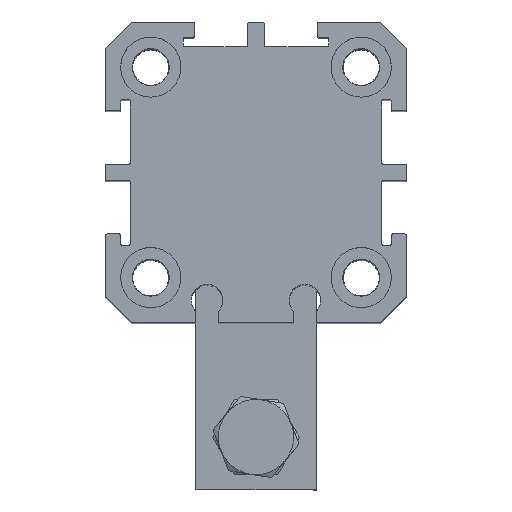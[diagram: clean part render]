
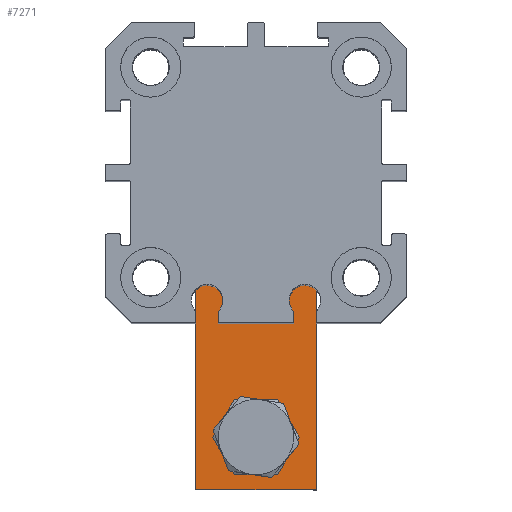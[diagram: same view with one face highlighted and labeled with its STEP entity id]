
A CAD part, top view. The second image highlights one B-rep face of the part: STEP entity #7271.
In plain terms, the highlighted planar face has unit normal (0, 0, 1).
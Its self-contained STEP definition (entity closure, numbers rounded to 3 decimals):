
#6767=CARTESIAN_POINT('',(-212.832,119.593,-37.312));
#6768=VERTEX_POINT('',#6767);
#6777=CARTESIAN_POINT('',(-212.832,124.51,-37.312));
#6778=VERTEX_POINT('',#6777);
#6779=CARTESIAN_POINT('',(-212.832,122.052,-37.312));
#6780=DIRECTION('',(0.0,0.0,-1.0));
#6781=DIRECTION('',(0.0,-1.0,0.0));
#6782=AXIS2_PLACEMENT_3D('',#6779,#6780,#6781);
#6783=CIRCLE('',#6782,2.459);
#6784=EDGE_CURVE('',#6778,#6768,#6783,.T.);
#6830=CARTESIAN_POINT('',(-212.832,152.952,-37.312));
#6831=VERTEX_POINT('',#6830);
#6840=CARTESIAN_POINT('',(-212.832,161.152,-37.312));
#6841=VERTEX_POINT('',#6840);
#6842=CARTESIAN_POINT('',(-212.832,157.052,-37.312));
#6843=DIRECTION('',(0.0,0.0,-1.0));
#6844=DIRECTION('',(0.0,-1.0,0.0));
#6845=AXIS2_PLACEMENT_3D('',#6842,#6843,#6844);
#6846=CIRCLE('',#6845,4.1);
#6847=EDGE_CURVE('',#6841,#6831,#6846,.T.);
#6935=CARTESIAN_POINT('',(-204.832,162.588,-37.312));
#6936=VERTEX_POINT('',#6935);
#6937=CARTESIAN_POINT('',(-206.832,166.052,-37.312));
#6938=VERTEX_POINT('',#6937);
#6939=CARTESIAN_POINT('',(-204.832,162.588,-37.312));
#6940=DIRECTION('',(-0.5,0.866,0.0));
#6941=VECTOR('',#6940,4.);
#6942=LINE('',#6939,#6941);
#6943=EDGE_CURVE('',#6936,#6938,#6942,.T.);
#6975=CARTESIAN_POINT('',(-218.832,166.052,-37.312));
#6976=VERTEX_POINT('',#6975);
#6977=CARTESIAN_POINT('',(-220.832,162.588,-37.312));
#6978=VERTEX_POINT('',#6977);
#6979=CARTESIAN_POINT('',(-218.832,166.052,-37.312));
#6980=DIRECTION('',(-0.5,-0.866,0.0));
#6981=VECTOR('',#6980,4.);
#6982=LINE('',#6979,#6981);
#6983=EDGE_CURVE('',#6976,#6978,#6982,.T.);
#7016=CARTESIAN_POINT('',(-204.832,115.052,-37.312));
#7017=VERTEX_POINT('',#7016);
#7018=CARTESIAN_POINT('',(-204.832,115.052,-37.312));
#7019=DIRECTION('',(0.0,1.0,0.0));
#7020=VECTOR('',#7019,47.536);
#7021=LINE('',#7018,#7020);
#7022=EDGE_CURVE('',#7017,#6936,#7021,.T.);
#7178=CARTESIAN_POINT('',(-212.832,157.052,-37.312));
#7179=DIRECTION('',(0.0,0.0,-1.0));
#7180=DIRECTION('',(0.0,-1.0,0.0));
#7181=AXIS2_PLACEMENT_3D('',#7178,#7179,#7180);
#7182=CIRCLE('',#7181,4.1);
#7183=EDGE_CURVE('',#6831,#6841,#7182,.T.);
#7223=CARTESIAN_POINT('',(-212.832,122.052,-37.312));
#7224=DIRECTION('',(0.0,0.0,-1.0));
#7225=DIRECTION('',(0.0,-1.0,0.0));
#7226=AXIS2_PLACEMENT_3D('',#7223,#7224,#7225);
#7227=CIRCLE('',#7226,2.459);
#7228=EDGE_CURVE('',#6768,#6778,#7227,.T.);
#7233=CARTESIAN_POINT('',(-220.832,115.052,-37.312));
#7234=DIRECTION('',(0.0,0.0,1.0));
#7235=DIRECTION('',(-1.0,0.0,0.0));
#7236=AXIS2_PLACEMENT_3D('',#7233,#7234,#7235);
#7237=PLANE('',#7236);
#7238=ORIENTED_EDGE('',*,*,#6943,.T.);
#7239=CARTESIAN_POINT('',(-218.832,166.052,-37.312));
#7240=DIRECTION('',(1.0,0.0,0.0));
#7241=VECTOR('',#7240,12.);
#7242=LINE('',#7239,#7241);
#7243=EDGE_CURVE('',#6976,#6938,#7242,.T.);
#7244=ORIENTED_EDGE('',*,*,#7243,.F.);
#7245=ORIENTED_EDGE('',*,*,#6983,.T.);
#7246=CARTESIAN_POINT('',(-220.832,115.052,-37.312));
#7247=VERTEX_POINT('',#7246);
#7248=CARTESIAN_POINT('',(-220.832,162.588,-37.312));
#7249=DIRECTION('',(0.0,-1.0,0.0));
#7250=VECTOR('',#7249,47.536);
#7251=LINE('',#7248,#7250);
#7252=EDGE_CURVE('',#6978,#7247,#7251,.T.);
#7253=ORIENTED_EDGE('',*,*,#7252,.T.);
#7254=CARTESIAN_POINT('',(-220.832,115.052,-37.312));
#7255=DIRECTION('',(1.0,0.0,0.0));
#7256=VECTOR('',#7255,16.);
#7257=LINE('',#7254,#7256);
#7258=EDGE_CURVE('',#7247,#7017,#7257,.T.);
#7259=ORIENTED_EDGE('',*,*,#7258,.T.);
#7260=ORIENTED_EDGE('',*,*,#7022,.T.);
#7261=EDGE_LOOP('',(#7238,#7244,#7245,#7253,#7259,#7260));
#7262=FACE_OUTER_BOUND('',#7261,.T.);
#7263=ORIENTED_EDGE('',*,*,#6847,.T.);
#7264=ORIENTED_EDGE('',*,*,#7183,.T.);
#7265=EDGE_LOOP('',(#7263,#7264));
#7266=FACE_BOUND('',#7265,.T.);
#7267=ORIENTED_EDGE('',*,*,#6784,.T.);
#7268=ORIENTED_EDGE('',*,*,#7228,.T.);
#7269=EDGE_LOOP('',(#7267,#7268));
#7270=FACE_BOUND('',#7269,.T.);
#7271=ADVANCED_FACE('',(#7262,#7266,#7270),#7237,.T.);
